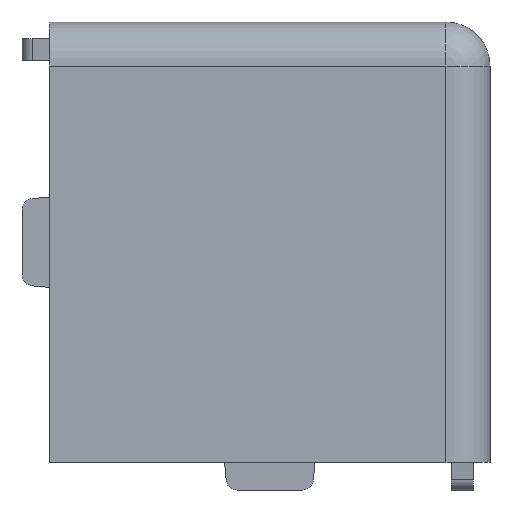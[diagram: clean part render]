
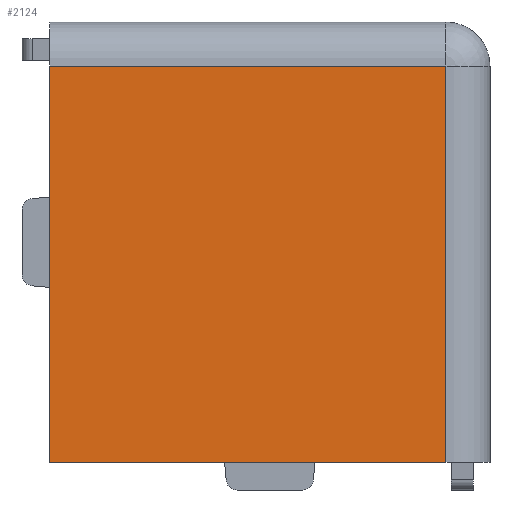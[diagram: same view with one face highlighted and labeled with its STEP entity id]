
A CAD part, front view. The second image highlights one B-rep face of the part: STEP entity #2124.
In plain terms, the highlighted planar face has unit normal (0, -1, 0).
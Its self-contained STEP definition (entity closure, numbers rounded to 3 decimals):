
#51 = DIRECTION ( 'NONE',  ( 0., 1., 0. ) ) ;
#127 = DIRECTION ( 'NONE',  ( 0., 0., 1. ) ) ;
#193 = CARTESIAN_POINT ( 'NONE',  ( -20., -20., 20. ) ) ;
#203 = DIRECTION ( 'NONE',  ( 0., 0., -1. ) ) ;
#266 = LINE ( 'NONE', #1870, #2653 ) ;
#365 = ORIENTED_EDGE ( 'NONE', *, *, #1531, .T. ) ;
#406 = VECTOR ( 'NONE', #1850, 1000. ) ;
#418 = VECTOR ( 'NONE', #1118, 1000. ) ;
#496 = PLANE ( 'NONE',  #1663 ) ;
#522 = EDGE_CURVE ( 'NONE', #719, #2524, #633, .T. ) ;
#571 = LINE ( 'NONE', #2714, #418 ) ;
#633 = LINE ( 'NONE', #193, #1793 ) ;
#719 = VERTEX_POINT ( 'NONE', #1867 ) ;
#996 = EDGE_CURVE ( 'NONE', #2432, #719, #2858, .T. ) ;
#1087 = EDGE_CURVE ( 'NONE', #1120, #2432, #266, .T. ) ;
#1118 = DIRECTION ( 'NONE',  ( 1., 0., 0. ) ) ;
#1120 = VERTEX_POINT ( 'NONE', #1544 ) ;
#1304 = EDGE_LOOP ( 'NONE', ( #365, #2615, #1476, #1937 ) ) ;
#1476 = ORIENTED_EDGE ( 'NONE', *, *, #996, .T. ) ;
#1531 = EDGE_CURVE ( 'NONE', #2524, #1120, #571, .T. ) ;
#1544 = CARTESIAN_POINT ( 'NONE',  ( 16., -20., -20. ) ) ;
#1663 = AXIS2_PLACEMENT_3D ( 'NONE', #2379, #51, #1675 ) ;
#1675 = DIRECTION ( 'NONE',  ( 0., 0., 1. ) ) ;
#1793 = VECTOR ( 'NONE', #203, 1000. ) ;
#1850 = DIRECTION ( 'NONE',  ( -1., 0., 0. ) ) ;
#1867 = CARTESIAN_POINT ( 'NONE',  ( -20., -20., 16. ) ) ;
#1870 = CARTESIAN_POINT ( 'NONE',  ( 16., -20., 20. ) ) ;
#1937 = ORIENTED_EDGE ( 'NONE', *, *, #522, .T. ) ;
#2124 = ADVANCED_FACE ( 'NONE', ( #2915 ), #496, .F. ) ;
#2379 = CARTESIAN_POINT ( 'NONE',  ( -20., -20., 20. ) ) ;
#2415 = CARTESIAN_POINT ( 'NONE',  ( -20., -20., -20. ) ) ;
#2432 = VERTEX_POINT ( 'NONE', #2743 ) ;
#2524 = VERTEX_POINT ( 'NONE', #2415 ) ;
#2615 = ORIENTED_EDGE ( 'NONE', *, *, #1087, .T. ) ;
#2653 = VECTOR ( 'NONE', #127, 1000. ) ;
#2714 = CARTESIAN_POINT ( 'NONE',  ( -20., -20., -20. ) ) ;
#2738 = CARTESIAN_POINT ( 'NONE',  ( -20., -20., 16. ) ) ;
#2743 = CARTESIAN_POINT ( 'NONE',  ( 16., -20., 16. ) ) ;
#2858 = LINE ( 'NONE', #2738, #406 ) ;
#2915 = FACE_OUTER_BOUND ( 'NONE', #1304, .T. ) ;
